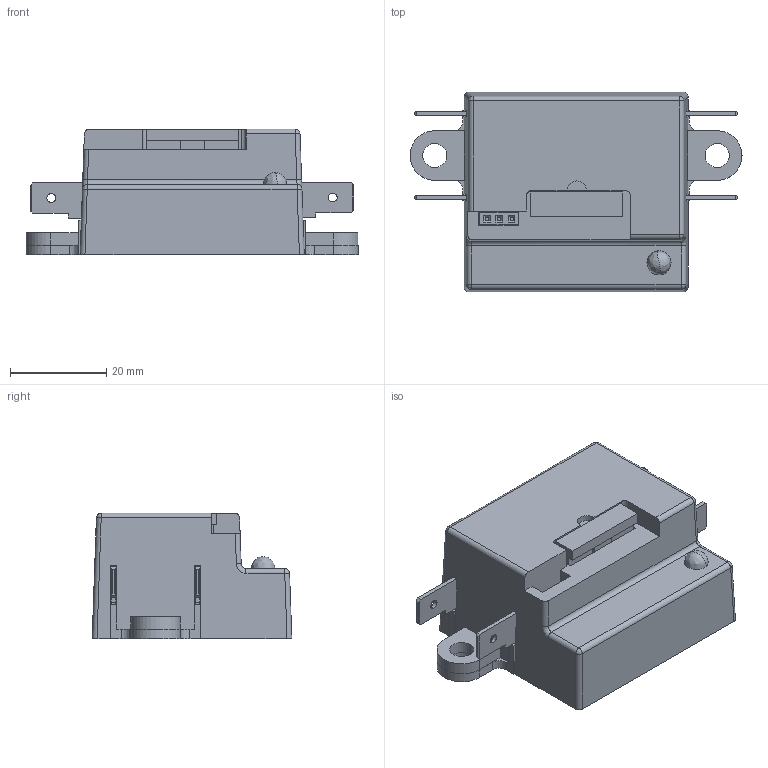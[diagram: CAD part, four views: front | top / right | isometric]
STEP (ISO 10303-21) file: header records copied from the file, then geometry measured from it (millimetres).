
FILE_DESCRIPTION (( 'STEP AP214' ), '1' );
FILE_NAME ('217-0220 - Release.STEP', '2014-01-24T15:48:58', ( '' ), ( '' ), 'SwSTEP 2.0', 'SolidWorks 2013', '' );
FILE_SCHEMA (( 'AUTOMOTIVE_DESIGN' ));
Length unit declared in the file: inch
Products named in the file (1): 217-0220 - Release
Bounding box: 69 x 41.5 x 26.1 mm (x, y, z)
Surface area: 24374.1 mm2 (no closed solid volume)
Topology: 0 solids, 14 shells, 400 faces, 1049 edges, 686 vertices
Faces by surface type: plane 320, cylinder 71, bspline 9
Entity records: 17834 total; most frequent: CARTESIAN_POINT 2548, ORIENTED_EDGE 2090, DIRECTION 1946, EDGE_CURVE 1047, LINE 878, VECTOR 878, VERTEX_POINT 686, AXIS2_PLACEMENT_3D 534
